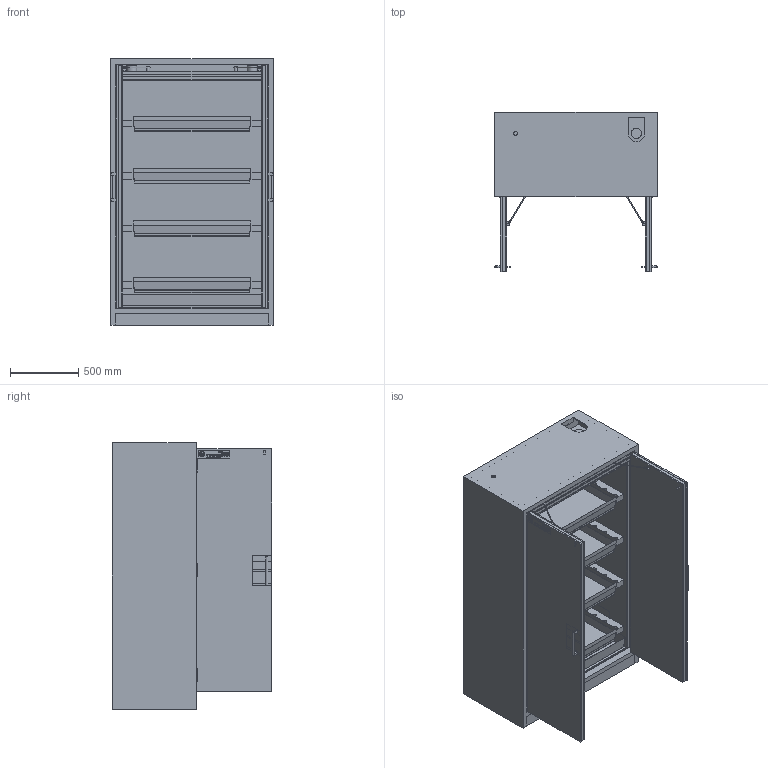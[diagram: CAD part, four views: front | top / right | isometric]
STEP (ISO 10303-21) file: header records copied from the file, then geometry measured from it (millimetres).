
FILE_DESCRIPTION(/* description */ (''),/* implementation_level */ '2;1');
FILE_NAME(/* name */ 'Q90.196.120_30001-040-30015_OD.stp',/* time_stamp */ '2017-05-03T13:11:07+02:00',/* author */ ('pproduktmanagement'),/* organization */ (''),/* preprocessor_version */ 'ST-DEVELOPER v16.5',/* originating_system */ 'Autodesk Inventor 2017',/* authorisation */ '');
FILE_SCHEMA (('AUTOMOTIVE_DESIGN { 1 0 10303 214 3 1 1 }'));
Length unit declared in the file: millimetre
Products named in the file (2): Q90.196.120; Q90.196.120_30001-040-30015_OD
Assembly tree (1 placements, depth 2):
  Q90.196.120
    Q90.196.120_30001-040-30015_OD
Bounding box: 1193.76 x 1166.58 x 1949.25 mm (x, y, z)
Volume: 437037915.4 mm3; surface area: 25970970.9 mm2
Topology: 22 solids, 22 shells, 994 faces, 2508 edges, 1655 vertices
Faces by surface type: plane 751, bspline 135, cylinder 108
Full cylindrical faces by diameter (mm): 6 x8, 14 x2, 25 x2, 29 x1, 30 x40, 33.8 x1, 37.8 x1, 40 x1, 45 x3, 75 x2
Entity records: 31368 total; most frequent: CARTESIAN_POINT 7234, ORIENTED_EDGE 4892, DIRECTION 4126, EDGE_CURVE 2446, LINE 1950, VECTOR 1950, VERTEX_POINT 1654, EDGE_LOOP 1252
